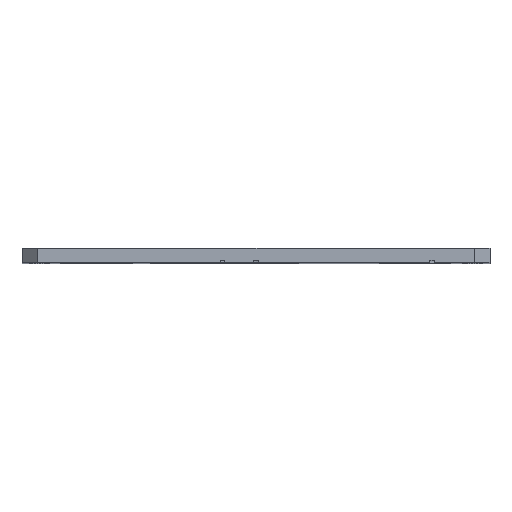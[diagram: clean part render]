
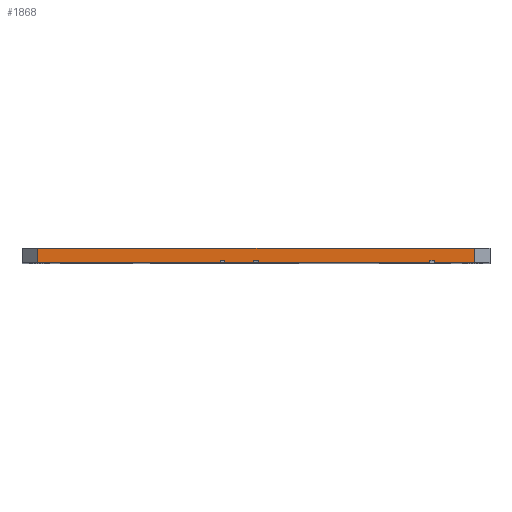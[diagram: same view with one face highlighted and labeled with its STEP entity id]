
A CAD part, top view. The second image highlights one B-rep face of the part: STEP entity #1868.
In plain terms, the highlighted planar face has unit normal (0, 0, 1).
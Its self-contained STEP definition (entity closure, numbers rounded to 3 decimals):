
#69 = CARTESIAN_POINT ( 'NONE',  ( 49., 3.175, 96.173 ) ) ;
#146 = CARTESIAN_POINT ( 'NONE',  ( -8., 0.5, 96.173 ) ) ;
#174 = CARTESIAN_POINT ( 'NONE',  ( 52.5, 0., 96.173 ) ) ;
#218 = CARTESIAN_POINT ( 'NONE',  ( -0.5, 0.5, 96.173 ) ) ;
#239 = VECTOR ( 'NONE', #5782, 1000. ) ;
#257 = LINE ( 'NONE', #6946, #1836 ) ;
#258 = DIRECTION ( 'NONE',  ( 0., -1., 0. ) ) ;
#305 = LINE ( 'NONE', #2266, #5843 ) ;
#308 = DIRECTION ( 'NONE',  ( 0., -1., 0. ) ) ;
#386 = EDGE_CURVE ( 'NONE', #532, #1134, #5367, .T. ) ;
#399 = VECTOR ( 'NONE', #5333, 1000. ) ;
#455 = DIRECTION ( 'NONE',  ( 1., 0., 0. ) ) ;
#472 = EDGE_CURVE ( 'NONE', #1759, #4283, #6288, .T. ) ;
#532 = VERTEX_POINT ( 'NONE', #2157 ) ;
#535 = VECTOR ( 'NONE', #2694, 1000. ) ;
#591 = VERTEX_POINT ( 'NONE', #6753 ) ;
#608 = DIRECTION ( 'NONE',  ( 1., 0., 0. ) ) ;
#656 = VECTOR ( 'NONE', #2835, 1000. ) ;
#729 = VERTEX_POINT ( 'NONE', #5780 ) ;
#879 = LINE ( 'NONE', #6156, #399 ) ;
#955 = ORIENTED_EDGE ( 'NONE', *, *, #4872, .T. ) ;
#1071 = CARTESIAN_POINT ( 'NONE',  ( 39., 0.5, 96.173 ) ) ;
#1134 = VERTEX_POINT ( 'NONE', #3743 ) ;
#1152 = ORIENTED_EDGE ( 'NONE', *, *, #6640, .F. ) ;
#1162 = DIRECTION ( 'NONE',  ( 0., -1., 0. ) ) ;
#1224 = ORIENTED_EDGE ( 'NONE', *, *, #5380, .T. ) ;
#1309 = VECTOR ( 'NONE', #4431, 1000. ) ;
#1359 = LINE ( 'NONE', #174, #656 ) ;
#1577 = VECTOR ( 'NONE', #258, 1000. ) ;
#1621 = DIRECTION ( 'NONE',  ( 0., -1., 0. ) ) ;
#1759 = VERTEX_POINT ( 'NONE', #8264 ) ;
#1822 = ORIENTED_EDGE ( 'NONE', *, *, #5371, .F. ) ;
#1836 = VECTOR ( 'NONE', #1621, 1000. ) ;
#1839 = CARTESIAN_POINT ( 'NONE',  ( 52.5, 0., 96.173 ) ) ;
#1866 = ORIENTED_EDGE ( 'NONE', *, *, #3395, .T. ) ;
#1868 = ADVANCED_FACE ( 'NONE', ( #2951 ), #4939, .F. ) ;
#1907 = VECTOR ( 'NONE', #2227, 1000. ) ;
#2157 = CARTESIAN_POINT ( 'NONE',  ( 39., 0.5, 96.173 ) ) ;
#2164 = ORIENTED_EDGE ( 'NONE', *, *, #7206, .T. ) ;
#2218 = DIRECTION ( 'NONE',  ( 1., 0., 0. ) ) ;
#2227 = DIRECTION ( 'NONE',  ( 1., 0., 0. ) ) ;
#2266 = CARTESIAN_POINT ( 'NONE',  ( 52.5, 3.175, 96.173 ) ) ;
#2352 = AXIS2_PLACEMENT_3D ( 'NONE', #7568, #6321, #3632 ) ;
#2565 = ORIENTED_EDGE ( 'NONE', *, *, #472, .T. ) ;
#2579 = EDGE_CURVE ( 'NONE', #4467, #5430, #5077, .T. ) ;
#2635 = VECTOR ( 'NONE', #3204, 1000. ) ;
#2694 = DIRECTION ( 'NONE',  ( 0., -1., 0. ) ) ;
#2701 = EDGE_CURVE ( 'NONE', #8490, #591, #7301, .T. ) ;
#2835 = DIRECTION ( 'NONE',  ( 1., 0., 0. ) ) ;
#2951 = FACE_OUTER_BOUND ( 'NONE', #4969, .T. ) ;
#2983 = VERTEX_POINT ( 'NONE', #5662 ) ;
#3044 = VERTEX_POINT ( 'NONE', #7620 ) ;
#3160 = LINE ( 'NONE', #7830, #1309 ) ;
#3204 = DIRECTION ( 'NONE',  ( 0., -1., 0. ) ) ;
#3239 = CARTESIAN_POINT ( 'NONE',  ( 0.5, 0.5, 96.173 ) ) ;
#3395 = EDGE_CURVE ( 'NONE', #532, #1759, #5555, .T. ) ;
#3413 = ORIENTED_EDGE ( 'NONE', *, *, #3854, .T. ) ;
#3514 = LINE ( 'NONE', #218, #1907 ) ;
#3522 = VERTEX_POINT ( 'NONE', #7777 ) ;
#3599 = VECTOR ( 'NONE', #7760, 1000. ) ;
#3632 = DIRECTION ( 'NONE',  ( -1., 0., 0. ) ) ;
#3743 = CARTESIAN_POINT ( 'NONE',  ( 39., 0., 96.173 ) ) ;
#3854 = EDGE_CURVE ( 'NONE', #2983, #8490, #3514, .T. ) ;
#4208 = ORIENTED_EDGE ( 'NONE', *, *, #2579, .T. ) ;
#4218 = CARTESIAN_POINT ( 'NONE',  ( 40., 0.5, 96.173 ) ) ;
#4230 = EDGE_CURVE ( 'NONE', #591, #1134, #7061, .T. ) ;
#4283 = VERTEX_POINT ( 'NONE', #6325 ) ;
#4296 = EDGE_CURVE ( 'NONE', #729, #4467, #8398, .T. ) ;
#4298 = CARTESIAN_POINT ( 'NONE',  ( 52.5, 0., 96.173 ) ) ;
#4431 = DIRECTION ( 'NONE',  ( 0., 1., 0. ) ) ;
#4458 = LINE ( 'NONE', #7739, #6159 ) ;
#4467 = VERTEX_POINT ( 'NONE', #6831 ) ;
#4468 = CARTESIAN_POINT ( 'NONE',  ( -7., 0.5, 96.173 ) ) ;
#4552 = VERTEX_POINT ( 'NONE', #146 ) ;
#4698 = DIRECTION ( 'NONE',  ( 1., 0., 0. ) ) ;
#4872 = EDGE_CURVE ( 'NONE', #4283, #3044, #1359, .T. ) ;
#4907 = LINE ( 'NONE', #6853, #1577 ) ;
#4923 = EDGE_CURVE ( 'NONE', #4552, #3522, #879, .T. ) ;
#4939 = PLANE ( 'NONE',  #2352 ) ;
#4945 = ORIENTED_EDGE ( 'NONE', *, *, #2701, .T. ) ;
#4947 = EDGE_CURVE ( 'NONE', #4552, #729, #7284, .T. ) ;
#4969 = EDGE_LOOP ( 'NONE', ( #1152, #3413, #4945, #7466, #6089, #1866, #2565, #955, #2164, #1822, #1224, #5044, #5327, #6562, #8363, #4208 ) ) ;
#5044 = ORIENTED_EDGE ( 'NONE', *, *, #5905, .T. ) ;
#5074 = CARTESIAN_POINT ( 'NONE',  ( -49., 0., 96.173 ) ) ;
#5077 = LINE ( 'NONE', #1839, #3599 ) ;
#5101 = VECTOR ( 'NONE', #1162, 1000. ) ;
#5306 = CARTESIAN_POINT ( 'NONE',  ( 0.5, 0.5, 96.173 ) ) ;
#5327 = ORIENTED_EDGE ( 'NONE', *, *, #4923, .F. ) ;
#5333 = DIRECTION ( 'NONE',  ( 0., -1., 0. ) ) ;
#5367 = LINE ( 'NONE', #8144, #535 ) ;
#5371 = EDGE_CURVE ( 'NONE', #6235, #8156, #305, .T. ) ;
#5380 = EDGE_CURVE ( 'NONE', #6235, #8422, #4907, .T. ) ;
#5430 = VERTEX_POINT ( 'NONE', #5538 ) ;
#5538 = CARTESIAN_POINT ( 'NONE',  ( -0.5, 0., 96.173 ) ) ;
#5555 = LINE ( 'NONE', #1071, #7281 ) ;
#5662 = CARTESIAN_POINT ( 'NONE',  ( -0.5, 0.5, 96.173 ) ) ;
#5780 = CARTESIAN_POINT ( 'NONE',  ( -7., 0.5, 96.173 ) ) ;
#5782 = DIRECTION ( 'NONE',  ( 1., 0., 0. ) ) ;
#5843 = VECTOR ( 'NONE', #2218, 1000. ) ;
#5905 = EDGE_CURVE ( 'NONE', #8422, #3522, #4458, .T. ) ;
#6089 = ORIENTED_EDGE ( 'NONE', *, *, #386, .F. ) ;
#6156 = CARTESIAN_POINT ( 'NONE',  ( -8., 0.5, 96.173 ) ) ;
#6159 = VECTOR ( 'NONE', #608, 1000. ) ;
#6204 = CARTESIAN_POINT ( 'NONE',  ( -49., 3.175, 96.173 ) ) ;
#6235 = VERTEX_POINT ( 'NONE', #6204 ) ;
#6288 = LINE ( 'NONE', #4218, #6365 ) ;
#6321 = DIRECTION ( 'NONE',  ( 0., 0., -1. ) ) ;
#6325 = CARTESIAN_POINT ( 'NONE',  ( 40., 0., 96.173 ) ) ;
#6365 = VECTOR ( 'NONE', #308, 1000. ) ;
#6562 = ORIENTED_EDGE ( 'NONE', *, *, #4947, .T. ) ;
#6640 = EDGE_CURVE ( 'NONE', #2983, #5430, #257, .T. ) ;
#6734 = CARTESIAN_POINT ( 'NONE',  ( -8., 0.5, 96.173 ) ) ;
#6753 = CARTESIAN_POINT ( 'NONE',  ( 0.5, 0., 96.173 ) ) ;
#6831 = CARTESIAN_POINT ( 'NONE',  ( -7., 0., 96.173 ) ) ;
#6853 = CARTESIAN_POINT ( 'NONE',  ( -49., 3.175, 96.173 ) ) ;
#6946 = CARTESIAN_POINT ( 'NONE',  ( -0.5, 0.5, 96.173 ) ) ;
#7061 = LINE ( 'NONE', #4298, #239 ) ;
#7206 = EDGE_CURVE ( 'NONE', #3044, #8156, #3160, .T. ) ;
#7281 = VECTOR ( 'NONE', #455, 1000. ) ;
#7284 = LINE ( 'NONE', #6734, #8240 ) ;
#7301 = LINE ( 'NONE', #3239, #2635 ) ;
#7466 = ORIENTED_EDGE ( 'NONE', *, *, #4230, .T. ) ;
#7568 = CARTESIAN_POINT ( 'NONE',  ( 52.5, 3.175, 96.173 ) ) ;
#7620 = CARTESIAN_POINT ( 'NONE',  ( 49., 0., 96.173 ) ) ;
#7739 = CARTESIAN_POINT ( 'NONE',  ( 52.5, 0., 96.173 ) ) ;
#7760 = DIRECTION ( 'NONE',  ( 1., 0., 0. ) ) ;
#7777 = CARTESIAN_POINT ( 'NONE',  ( -8., 0., 96.173 ) ) ;
#7830 = CARTESIAN_POINT ( 'NONE',  ( 49., 3.175, 96.173 ) ) ;
#8144 = CARTESIAN_POINT ( 'NONE',  ( 39., 0.5, 96.173 ) ) ;
#8156 = VERTEX_POINT ( 'NONE', #69 ) ;
#8240 = VECTOR ( 'NONE', #4698, 1000. ) ;
#8264 = CARTESIAN_POINT ( 'NONE',  ( 40., 0.5, 96.173 ) ) ;
#8363 = ORIENTED_EDGE ( 'NONE', *, *, #4296, .T. ) ;
#8398 = LINE ( 'NONE', #4468, #5101 ) ;
#8422 = VERTEX_POINT ( 'NONE', #5074 ) ;
#8490 = VERTEX_POINT ( 'NONE', #5306 ) ;
